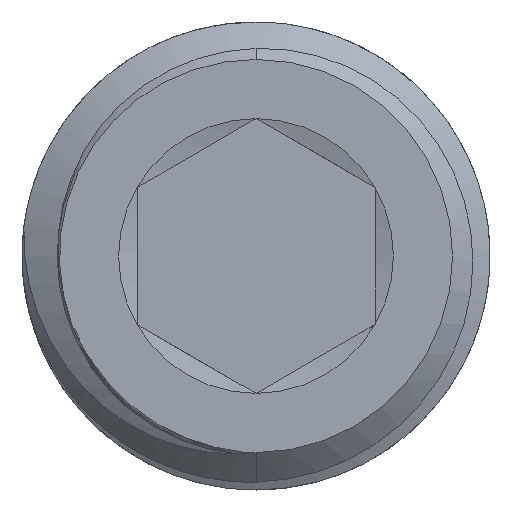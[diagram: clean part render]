
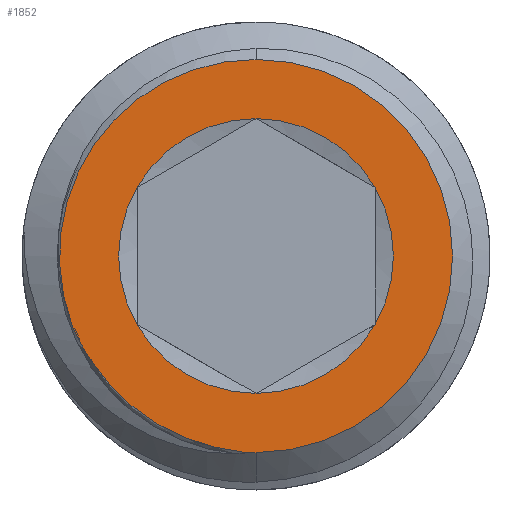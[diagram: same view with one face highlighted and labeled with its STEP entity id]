
A CAD part, front view. The second image highlights one B-rep face of the part: STEP entity #1852.
In plain terms, the highlighted planar face has unit normal (0, -1, 0).
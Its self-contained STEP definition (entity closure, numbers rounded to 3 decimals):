
#59 = VERTEX_POINT ( 'NONE', #4565 ) ;
#82 = CARTESIAN_POINT ( 'NONE',  ( 0., -17.5, -8.4 ) ) ;
#148 = ORIENTED_EDGE ( 'NONE', *, *, #3976, .F. ) ;
#165 = ORIENTED_EDGE ( 'NONE', *, *, #3133, .F. ) ;
#195 = DIRECTION ( 'NONE',  ( 0., 0., -1. ) ) ;
#200 = CIRCLE ( 'NONE', #4338, 5.872 ) ;
#284 = CARTESIAN_POINT ( 'NONE',  ( -4.278, -17.5, -7.148 ) ) ;
#299 = CARTESIAN_POINT ( 'NONE',  ( -6.394, -17.5, -5.357 ) ) ;
#332 = CARTESIAN_POINT ( 'NONE',  ( 0., -17.5, 0. ) ) ;
#351 = EDGE_CURVE ( 'NONE', #419, #1993, #1111, .T. ) ;
#419 = VERTEX_POINT ( 'NONE', #3532 ) ;
#517 = VERTEX_POINT ( 'NONE', #902 ) ;
#677 = DIRECTION ( 'NONE',  ( 0., 1., 0. ) ) ;
#764 = DIRECTION ( 'NONE',  ( 0., 1., 0. ) ) ;
#777 = EDGE_CURVE ( 'NONE', #517, #1995, #1670, .T. ) ;
#813 = CARTESIAN_POINT ( 'NONE',  ( 0., -17.5, 0. ) ) ;
#902 = CARTESIAN_POINT ( 'NONE',  ( 0., -17.5, 8.4 ) ) ;
#1010 = CARTESIAN_POINT ( 'NONE',  ( -3.576, -17.5, -7.531 ) ) ;
#1024 = DIRECTION ( 'NONE',  ( 0., -1., 0. ) ) ;
#1043 = CARTESIAN_POINT ( 'NONE',  ( -0.922, -17.5, -8.343 ) ) ;
#1079 = CARTESIAN_POINT ( 'NONE',  ( -7.107, -17.5, -4.406 ) ) ;
#1111 = CIRCLE ( 'NONE', #3837, 5.872 ) ;
#1209 = AXIS2_PLACEMENT_3D ( 'NONE', #2459, #4322, #195 ) ;
#1259 = FACE_OUTER_BOUND ( 'NONE', #2292, .T. ) ;
#1312 = CIRCLE ( 'NONE', #4749, 8.4 ) ;
#1353 = CARTESIAN_POINT ( 'NONE',  ( 0., -17.5, 0. ) ) ;
#1473 = PLANE ( 'NONE',  #4051 ) ;
#1488 = AXIS2_PLACEMENT_3D ( 'NONE', #4156, #764, #4516 ) ;
#1505 = CARTESIAN_POINT ( 'NONE',  ( -0.524, -17.5, -8.384 ) ) ;
#1572 = ORIENTED_EDGE ( 'NONE', *, *, #2337, .F. ) ;
#1670 = CIRCLE ( 'NONE', #1488, 8.4 ) ;
#1701 = VERTEX_POINT ( 'NONE', #1505 ) ;
#1785 = EDGE_CURVE ( 'NONE', #1995, #1701, #2030, .T. ) ;
#1801 = DIRECTION ( 'NONE',  ( 0., 0., 1. ) ) ;
#1852 = ADVANCED_FACE ( 'NONE', ( #2691, #1259 ), #1473, .F. ) ;
#1932 = VERTEX_POINT ( 'NONE', #3088 ) ;
#1945 = DIRECTION ( 'NONE',  ( 0., -1., 0. ) ) ;
#1958 = AXIS2_PLACEMENT_3D ( 'NONE', #3229, #2059, #2020 ) ;
#1966 = CIRCLE ( 'NONE', #4624, 5.872 ) ;
#1993 = VERTEX_POINT ( 'NONE', #3498 ) ;
#1995 = VERTEX_POINT ( 'NONE', #82 ) ;
#2020 = DIRECTION ( 'NONE',  ( 0., 0., -1. ) ) ;
#2030 = CIRCLE ( 'NONE', #4400, 8.4 ) ;
#2032 = CARTESIAN_POINT ( 'NONE',  ( -0.524, -17.5, -8.384 ) ) ;
#2059 = DIRECTION ( 'NONE',  ( 0., -1., 0. ) ) ;
#2103 = VERTEX_POINT ( 'NONE', #3468 ) ;
#2142 = CARTESIAN_POINT ( 'NONE',  ( -2.091, -17.5, -8.096 ) ) ;
#2160 = AXIS2_PLACEMENT_3D ( 'NONE', #4440, #4889, #4079 ) ;
#2197 = CARTESIAN_POINT ( 'NONE',  ( -6.884, -17.5, -4.733 ) ) ;
#2292 = EDGE_LOOP ( 'NONE', ( #3508, #2720, #2658, #4163 ) ) ;
#2337 = EDGE_CURVE ( 'NONE', #1932, #59, #3171, .T. ) ;
#2447 = CIRCLE ( 'NONE', #1958, 5.872 ) ;
#2459 = CARTESIAN_POINT ( 'NONE',  ( 0., -17.5, 0. ) ) ;
#2526 = CARTESIAN_POINT ( 'NONE',  ( -6.124, -17.5, -5.656 ) ) ;
#2611 = DIRECTION ( 'NONE',  ( 0., 0., 1. ) ) ;
#2635 = B_SPLINE_CURVE_WITH_KNOTS ( 'NONE', 3,
 ( #2032, #1043, #4863, #2142, #4844, #4481, #1010, #284, #4086, #3340, #2526, #299, #2197, #1079, #4104, #3325, #2908 ),
 .UNSPECIFIED., .F., .F.,
 ( 4, 2, 2, 2, 1, 2, 2, 2, 4 ),
 ( 0.002, 0.003, 0.004, 0.005, 0.007, 0.008, 0.009, 0.01, 0.011 ),
 .UNSPECIFIED. ) ;
#2658 = ORIENTED_EDGE ( 'NONE', *, *, #777, .F. ) ;
#2677 = DIRECTION ( 'NONE',  ( 0., -1., 0. ) ) ;
#2691 = FACE_BOUND ( 'NONE', #4337, .T. ) ;
#2720 = ORIENTED_EDGE ( 'NONE', *, *, #1785, .F. ) ;
#2753 = CIRCLE ( 'NONE', #1209, 5.872 ) ;
#2754 = DIRECTION ( 'NONE',  ( 0., 0., -1. ) ) ;
#2813 = EDGE_CURVE ( 'NONE', #1701, #3758, #2635, .T. ) ;
#2886 = DIRECTION ( 'NONE',  ( 0., 0., -1. ) ) ;
#2908 = CARTESIAN_POINT ( 'NONE',  ( -7.847, -17.5, -2.997 ) ) ;
#3080 = EDGE_CURVE ( 'NONE', #2103, #419, #1966, .T. ) ;
#3088 = CARTESIAN_POINT ( 'NONE',  ( 5.085, -17.5, 2.936 ) ) ;
#3133 = EDGE_CURVE ( 'NONE', #1993, #4796, #2753, .T. ) ;
#3171 = CIRCLE ( 'NONE', #2160, 5.872 ) ;
#3197 = EDGE_CURVE ( 'NONE', #59, #2103, #2447, .T. ) ;
#3229 = CARTESIAN_POINT ( 'NONE',  ( 0., -17.5, 0. ) ) ;
#3325 = CARTESIAN_POINT ( 'NONE',  ( -7.69, -17.5, -3.365 ) ) ;
#3340 = CARTESIAN_POINT ( 'NONE',  ( -5.552, -17.5, -6.211 ) ) ;
#3355 = CARTESIAN_POINT ( 'NONE',  ( 0., -17.5, 0. ) ) ;
#3400 = DIRECTION ( 'NONE',  ( 0., 1., 0. ) ) ;
#3417 = DIRECTION ( 'NONE',  ( 0., 0., 1. ) ) ;
#3468 = CARTESIAN_POINT ( 'NONE',  ( -5.085, -17.5, 2.936 ) ) ;
#3488 = CARTESIAN_POINT ( 'NONE',  ( 0., -17.5, 0. ) ) ;
#3498 = CARTESIAN_POINT ( 'NONE',  ( 0., -17.5, -5.872 ) ) ;
#3508 = ORIENTED_EDGE ( 'NONE', *, *, #2813, .F. ) ;
#3532 = CARTESIAN_POINT ( 'NONE',  ( -5.085, -17.5, -2.936 ) ) ;
#3624 = ORIENTED_EDGE ( 'NONE', *, *, #3197, .F. ) ;
#3758 = VERTEX_POINT ( 'NONE', #4790 ) ;
#3837 = AXIS2_PLACEMENT_3D ( 'NONE', #3488, #1945, #2754 ) ;
#3839 = DIRECTION ( 'NONE',  ( 0., 0., -1. ) ) ;
#3976 = EDGE_CURVE ( 'NONE', #4796, #1932, #200, .T. ) ;
#4025 = ORIENTED_EDGE ( 'NONE', *, *, #3080, .F. ) ;
#4051 = AXIS2_PLACEMENT_3D ( 'NONE', #4188, #4151, #2611 ) ;
#4079 = DIRECTION ( 'NONE',  ( 0., 0., -1. ) ) ;
#4086 = CARTESIAN_POINT ( 'NONE',  ( -4.946, -17.5, -6.722 ) ) ;
#4104 = CARTESIAN_POINT ( 'NONE',  ( -7.509, -17.5, -3.723 ) ) ;
#4151 = DIRECTION ( 'NONE',  ( 0., 1., 0. ) ) ;
#4156 = CARTESIAN_POINT ( 'NONE',  ( 0., -17.5, 0. ) ) ;
#4163 = ORIENTED_EDGE ( 'NONE', *, *, #4320, .F. ) ;
#4188 = CARTESIAN_POINT ( 'NONE',  ( 0., -17.5, 0. ) ) ;
#4320 = EDGE_CURVE ( 'NONE', #3758, #517, #1312, .T. ) ;
#4322 = DIRECTION ( 'NONE',  ( 0., -1., 0. ) ) ;
#4337 = EDGE_LOOP ( 'NONE', ( #3624, #1572, #148, #165, #4390, #4025 ) ) ;
#4338 = AXIS2_PLACEMENT_3D ( 'NONE', #1353, #1024, #2886 ) ;
#4390 = ORIENTED_EDGE ( 'NONE', *, *, #351, .F. ) ;
#4400 = AXIS2_PLACEMENT_3D ( 'NONE', #3355, #3400, #3417 ) ;
#4440 = CARTESIAN_POINT ( 'NONE',  ( 0., -17.5, 0. ) ) ;
#4481 = CARTESIAN_POINT ( 'NONE',  ( -3.211, -17.5, -7.698 ) ) ;
#4516 = DIRECTION ( 'NONE',  ( 0., 0., 1. ) ) ;
#4565 = CARTESIAN_POINT ( 'NONE',  ( 0., -17.5, 5.872 ) ) ;
#4624 = AXIS2_PLACEMENT_3D ( 'NONE', #813, #2677, #3839 ) ;
#4749 = AXIS2_PLACEMENT_3D ( 'NONE', #332, #677, #1801 ) ;
#4788 = CARTESIAN_POINT ( 'NONE',  ( 5.085, -17.5, -2.936 ) ) ;
#4790 = CARTESIAN_POINT ( 'NONE',  ( -7.847, -17.5, -2.997 ) ) ;
#4796 = VERTEX_POINT ( 'NONE', #4788 ) ;
#4844 = CARTESIAN_POINT ( 'NONE',  ( -2.47, -17.5, -7.98 ) ) ;
#4863 = CARTESIAN_POINT ( 'NONE',  ( -1.318, -17.5, -8.277 ) ) ;
#4889 = DIRECTION ( 'NONE',  ( 0., -1., 0. ) ) ;
